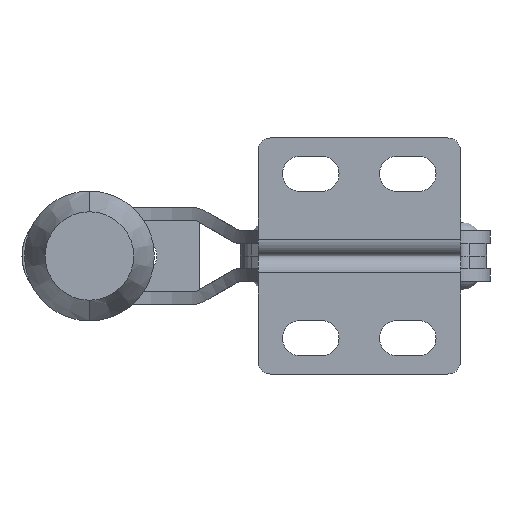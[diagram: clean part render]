
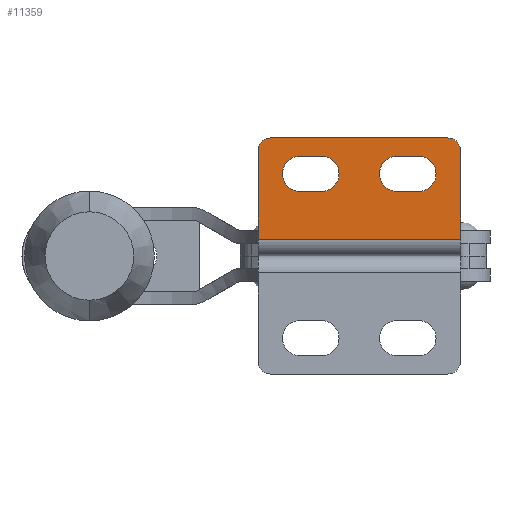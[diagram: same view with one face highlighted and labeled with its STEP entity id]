
A CAD part, front view. The second image highlights one B-rep face of the part: STEP entity #11359.
In plain terms, the highlighted planar face has unit normal (0, -1, 0).
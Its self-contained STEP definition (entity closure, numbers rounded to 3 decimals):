
#4318 = FACE_OUTER_BOUND ( 'NONE', #6088, .T. ) ;
#4324 = FACE_BOUND ( 'NONE', #6076, .T. ) ;
#4326 = FACE_BOUND ( 'NONE', #6078, .T. ) ;
#5080 = VERTEX_POINT ( 'NONE', #24372 ) ;
#5081 = VERTEX_POINT ( 'NONE', #24373 ) ;
#5084 = VERTEX_POINT ( 'NONE', #24376 ) ;
#5086 = VERTEX_POINT ( 'NONE', #24378 ) ;
#5087 = VERTEX_POINT ( 'NONE', #24379 ) ;
#5088 = VERTEX_POINT ( 'NONE', #24380 ) ;
#5090 = VERTEX_POINT ( 'NONE', #24382 ) ;
#5095 = VERTEX_POINT ( 'NONE', #24387 ) ;
#6076 = EDGE_LOOP ( 'NONE', ( #10061, #10064, #10063, #10066 ) ) ;
#6078 = EDGE_LOOP ( 'NONE', ( #10050, #10051, #10052, #10062 ) ) ;
#6088 = EDGE_LOOP ( 'NONE', ( #10065, #10068, #10067, #10070, #10069, #10072 ) ) ;
#6335 = LINE ( 'NONE', #8702, #6337 ) ;
#6336 = LINE ( 'NONE', #8709, #6342 ) ;
#6337 = VECTOR ( 'NONE', #8698, 1000. ) ;
#6338 = CIRCLE ( 'NONE', #9556, 2.1 ) ;
#6340 = CIRCLE ( 'NONE', #9557, 2.1 ) ;
#6341 = LINE ( 'NONE', #8714, #6345 ) ;
#6342 = VECTOR ( 'NONE', #8707, 1000. ) ;
#6343 = CIRCLE ( 'NONE', #9558, 2.1 ) ;
#6344 = LINE ( 'NONE', #8719, #6348 ) ;
#6345 = VECTOR ( 'NONE', #8713, 1000. ) ;
#6346 = CIRCLE ( 'NONE', #9559, 2.1 ) ;
#6347 = LINE ( 'NONE', #8725, #6351 ) ;
#6348 = VECTOR ( 'NONE', #8718, 1000. ) ;
#6349 = LINE ( 'NONE', #8724, #6353 ) ;
#6350 = CIRCLE ( 'NONE', #9560, 1.5 ) ;
#6351 = VECTOR ( 'NONE', #8723, 1000. ) ;
#6353 = VECTOR ( 'NONE', #8730, 1000. ) ;
#6354 = LINE ( 'NONE', #8731, #6356 ) ;
#6355 = CIRCLE ( 'NONE', #9561, 1.5 ) ;
#6356 = VECTOR ( 'NONE', #8729, 1000. ) ;
#6357 = LINE ( 'NONE', #8732, #6359 ) ;
#6359 = VECTOR ( 'NONE', #8733, 1000. ) ;
#8698 = DIRECTION ( 'NONE',  ( -1., 0., 0. ) ) ;
#8702 = CARTESIAN_POINT ( 'NONE',  ( 1.5, -1.5, 2. ) ) ;
#8707 = DIRECTION ( 'NONE',  ( -1., 0., 0. ) ) ;
#8709 = CARTESIAN_POINT ( 'NONE',  ( 16.5, -1.5, 11.85 ) ) ;
#8710 = CARTESIAN_POINT ( 'NONE',  ( 16.5, -1.5, 9.75 ) ) ;
#8711 = DIRECTION ( 'NONE',  ( 0., -1., 0. ) ) ;
#8712 = DIRECTION ( 'NONE',  ( 0., 0., -1. ) ) ;
#8713 = DIRECTION ( 'NONE',  ( 1., 0., 0. ) ) ;
#8714 = CARTESIAN_POINT ( 'NONE',  ( 16.5, -1.5, 7.65 ) ) ;
#8715 = CARTESIAN_POINT ( 'NONE',  ( 19., -1.5, 9.75 ) ) ;
#8716 = DIRECTION ( 'NONE',  ( 0., -1., 0. ) ) ;
#8717 = DIRECTION ( 'NONE',  ( 0., 0., -1. ) ) ;
#8718 = DIRECTION ( 'NONE',  ( -1., 0., 0. ) ) ;
#8719 = CARTESIAN_POINT ( 'NONE',  ( 5., -1.5, 11.85 ) ) ;
#8720 = CARTESIAN_POINT ( 'NONE',  ( 5., -1.5, 9.75 ) ) ;
#8721 = DIRECTION ( 'NONE',  ( 0., -1., 0. ) ) ;
#8722 = DIRECTION ( 'NONE',  ( 0., 0., -1. ) ) ;
#8723 = DIRECTION ( 'NONE',  ( 1., 0., 0. ) ) ;
#8724 = CARTESIAN_POINT ( 'NONE',  ( 24., -1.5, 12.5 ) ) ;
#8725 = CARTESIAN_POINT ( 'NONE',  ( 5., -1.5, 7.65 ) ) ;
#8726 = CARTESIAN_POINT ( 'NONE',  ( 7.5, -1.5, 9.75 ) ) ;
#8727 = DIRECTION ( 'NONE',  ( 0., -1., 0. ) ) ;
#8728 = DIRECTION ( 'NONE',  ( 0., 0., -1. ) ) ;
#8729 = DIRECTION ( 'NONE',  ( -1., 0., 0. ) ) ;
#8730 = DIRECTION ( 'NONE',  ( 0., 0., 1. ) ) ;
#8731 = CARTESIAN_POINT ( 'NONE',  ( 1.5, -1.5, 14. ) ) ;
#8732 = CARTESIAN_POINT ( 'NONE',  ( 0., -1.5, 1.5 ) ) ;
#8733 = DIRECTION ( 'NONE',  ( 0., 0., -1. ) ) ;
#8734 = CARTESIAN_POINT ( 'NONE',  ( 22.5, -1.5, 12.5 ) ) ;
#8735 = DIRECTION ( 'NONE',  ( 0., -1., 0. ) ) ;
#8736 = DIRECTION ( 'NONE',  ( 0., 0., 1. ) ) ;
#8738 = CARTESIAN_POINT ( 'NONE',  ( 1.5, -1.5, 12.5 ) ) ;
#8739 = DIRECTION ( 'NONE',  ( 0., -1., 0. ) ) ;
#8740 = DIRECTION ( 'NONE',  ( 0., 0., 1. ) ) ;
#9556 = AXIS2_PLACEMENT_3D ( 'NONE', #8710, #8711, #8712 ) ;
#9557 = AXIS2_PLACEMENT_3D ( 'NONE', #8715, #8716, #8717 ) ;
#9558 = AXIS2_PLACEMENT_3D ( 'NONE', #8720, #8721, #8722 ) ;
#9559 = AXIS2_PLACEMENT_3D ( 'NONE', #8726, #8727, #8728 ) ;
#9560 = AXIS2_PLACEMENT_3D ( 'NONE', #8734, #8735, #8736 ) ;
#9561 = AXIS2_PLACEMENT_3D ( 'NONE', #8738, #8739, #8740 ) ;
#9974 = VERTEX_POINT ( 'NONE', #24935 ) ;
#10050 = ORIENTED_EDGE ( 'NONE', *, *, #26414, .F. ) ;
#10051 = ORIENTED_EDGE ( 'NONE', *, *, #26415, .F. ) ;
#10052 = ORIENTED_EDGE ( 'NONE', *, *, #26416, .F. ) ;
#10061 = ORIENTED_EDGE ( 'NONE', *, *, #26418, .F. ) ;
#10062 = ORIENTED_EDGE ( 'NONE', *, *, #26417, .F. ) ;
#10063 = ORIENTED_EDGE ( 'NONE', *, *, #26420, .F. ) ;
#10064 = ORIENTED_EDGE ( 'NONE', *, *, #26419, .F. ) ;
#10065 = ORIENTED_EDGE ( 'NONE', *, *, #26412, .F. ) ;
#10066 = ORIENTED_EDGE ( 'NONE', *, *, #26421, .F. ) ;
#10067 = ORIENTED_EDGE ( 'NONE', *, *, #26423, .T. ) ;
#10068 = ORIENTED_EDGE ( 'NONE', *, *, #26422, .T. ) ;
#10069 = ORIENTED_EDGE ( 'NONE', *, *, #26425, .T. ) ;
#10070 = ORIENTED_EDGE ( 'NONE', *, *, #26424, .T. ) ;
#10072 = ORIENTED_EDGE ( 'NONE', *, *, #26426, .T. ) ;
#11359 = ADVANCED_FACE ( 'NONE', ( #4326, #4324, #4318 ), #25461, .F. ) ;
#21124 = CARTESIAN_POINT ( 'NONE',  ( 0., -1.5, 2. ) ) ;
#21125 = CARTESIAN_POINT ( 'NONE',  ( 7.5, -1.5, 7.65 ) ) ;
#21144 = CARTESIAN_POINT ( 'NONE',  ( 5., -1.5, 11.85 ) ) ;
#21148 = CARTESIAN_POINT ( 'NONE',  ( 22.5, -1.5, 14. ) ) ;
#21479 = CARTESIAN_POINT ( 'NONE',  ( 0., -1.5, 12.5 ) ) ;
#22183 = VERTEX_POINT ( 'NONE', #21124 ) ;
#22185 = VERTEX_POINT ( 'NONE', #21125 ) ;
#22193 = VERTEX_POINT ( 'NONE', #21144 ) ;
#22413 = AXIS2_PLACEMENT_3D ( 'NONE', #25458, #25462, #25463 ) ;
#22775 = VERTEX_POINT ( 'NONE', #21148 ) ;
#24372 = CARTESIAN_POINT ( 'NONE',  ( 5., -1.5, 7.65 ) ) ;
#24373 = CARTESIAN_POINT ( 'NONE',  ( 24., -1.5, 12.5 ) ) ;
#24376 = CARTESIAN_POINT ( 'NONE',  ( 19., -1.5, 7.65 ) ) ;
#24378 = CARTESIAN_POINT ( 'NONE',  ( 24., -1.5, 2. ) ) ;
#24379 = CARTESIAN_POINT ( 'NONE',  ( 16.5, -1.5, 11.85 ) ) ;
#24380 = CARTESIAN_POINT ( 'NONE',  ( 16.5, -1.5, 7.65 ) ) ;
#24382 = CARTESIAN_POINT ( 'NONE',  ( 1.5, -1.5, 14. ) ) ;
#24387 = CARTESIAN_POINT ( 'NONE',  ( 19., -1.5, 11.85 ) ) ;
#24935 = CARTESIAN_POINT ( 'NONE',  ( 7.5, -1.5, 11.85 ) ) ;
#25458 = CARTESIAN_POINT ( 'NONE',  ( 1.5, -1.5, 12.5 ) ) ;
#25461 = PLANE ( 'NONE',  #22413 ) ;
#25462 = DIRECTION ( 'NONE',  ( 0., 1., 0. ) ) ;
#25463 = DIRECTION ( 'NONE',  ( 0., 0., 1. ) ) ;
#25631 = VERTEX_POINT ( 'NONE', #21479 ) ;
#26412 = EDGE_CURVE ( 'NONE', #5086, #22183, #6335, .T. ) ;
#26414 = EDGE_CURVE ( 'NONE', #5087, #5088, #6338, .T. ) ;
#26415 = EDGE_CURVE ( 'NONE', #5095, #5087, #6336, .T. ) ;
#26416 = EDGE_CURVE ( 'NONE', #5084, #5095, #6340, .T. ) ;
#26417 = EDGE_CURVE ( 'NONE', #5088, #5084, #6341, .T. ) ;
#26418 = EDGE_CURVE ( 'NONE', #22193, #5080, #6343, .T. ) ;
#26419 = EDGE_CURVE ( 'NONE', #9974, #22193, #6344, .T. ) ;
#26420 = EDGE_CURVE ( 'NONE', #22185, #9974, #6346, .T. ) ;
#26421 = EDGE_CURVE ( 'NONE', #5080, #22185, #6347, .T. ) ;
#26422 = EDGE_CURVE ( 'NONE', #5086, #5081, #6349, .T. ) ;
#26423 = EDGE_CURVE ( 'NONE', #5081, #22775, #6350, .T. ) ;
#26424 = EDGE_CURVE ( 'NONE', #22775, #5090, #6354, .T. ) ;
#26425 = EDGE_CURVE ( 'NONE', #5090, #25631, #6355, .T. ) ;
#26426 = EDGE_CURVE ( 'NONE', #25631, #22183, #6357, .T. ) ;
